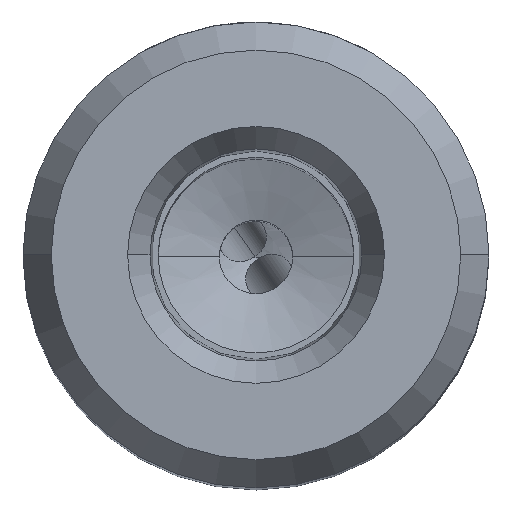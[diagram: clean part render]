
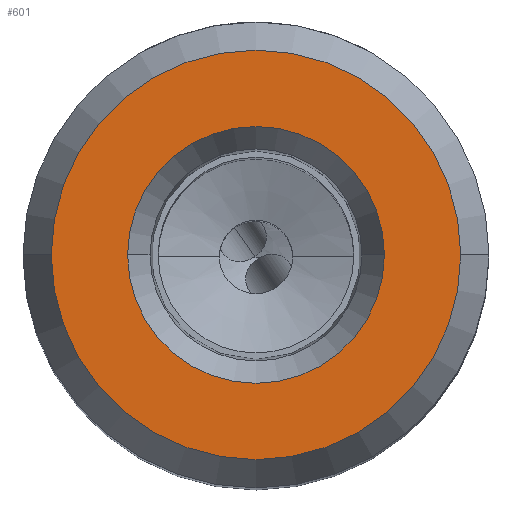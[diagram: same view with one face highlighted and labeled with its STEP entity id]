
A CAD part, top view. The second image highlights one B-rep face of the part: STEP entity #601.
In plain terms, the highlighted planar face has unit normal (0, 0, 1).
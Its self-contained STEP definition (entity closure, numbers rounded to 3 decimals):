
#118=PLANE('',#4275);
#159=FACE_BOUND('',#1089,.T.);
#160=FACE_BOUND('',#1090,.T.);
#601=ADVANCED_FACE('',(#159,#160),#118,.T.);
#1089=EDGE_LOOP('',(#1571,#1572));
#1090=EDGE_LOOP('',(#1573,#1574));
#1312=CIRCLE('',#4269,5.25);
#1313=CIRCLE('',#4271,5.25);
#1314=CIRCLE('',#4273,8.37);
#1315=CIRCLE('',#4274,8.37);
#1571=ORIENTED_EDGE('',*,*,#3259,.T.);
#1572=ORIENTED_EDGE('',*,*,#3260,.T.);
#1573=ORIENTED_EDGE('',*,*,#3261,.T.);
#1574=ORIENTED_EDGE('',*,*,#3262,.T.);
#2787=VERTEX_POINT('',#5680);
#2788=VERTEX_POINT('',#5682);
#2789=VERTEX_POINT('',#5688);
#2790=VERTEX_POINT('',#5689);
#3259=EDGE_CURVE('',#2787,#2788,#1312,.T.);
#3260=EDGE_CURVE('',#2788,#2787,#1313,.T.);
#3261=EDGE_CURVE('',#2789,#2790,#1314,.T.);
#3262=EDGE_CURVE('',#2790,#2789,#1315,.T.);
#4269=AXIS2_PLACEMENT_3D('',#5683,#4731,#4732);
#4271=AXIS2_PLACEMENT_3D('',#5685,#4735,#4736);
#4273=AXIS2_PLACEMENT_3D('',#5687,#4739,#4740);
#4274=AXIS2_PLACEMENT_3D('',#5690,#4741,#4742);
#4275=AXIS2_PLACEMENT_3D('',#5691,#4743,#4744);
#4731=DIRECTION('',(0.,0.,-1.));
#4732=DIRECTION('',(-1.,0.,0.));
#4735=DIRECTION('',(0.,0.,-1.));
#4736=DIRECTION('',(1.,0.,0.));
#4739=DIRECTION('',(0.,0.,1.));
#4740=DIRECTION('',(-1.,0.,0.));
#4741=DIRECTION('',(0.,0.,1.));
#4742=DIRECTION('',(1.,0.,0.));
#4743=DIRECTION('',(0.,0.,1.));
#4744=DIRECTION('',(-1.,0.,0.));
#5680=CARTESIAN_POINT('',(-5.25,0.,24.5));
#5682=CARTESIAN_POINT('',(5.25,0.,24.5));
#5683=CARTESIAN_POINT('',(0.,0.,24.5));
#5685=CARTESIAN_POINT('',(0.,0.,24.5));
#5687=CARTESIAN_POINT('',(0.,0.,24.5));
#5688=CARTESIAN_POINT('',(-8.37,0.,24.5));
#5689=CARTESIAN_POINT('',(8.37,0.,24.5));
#5690=CARTESIAN_POINT('',(0.,0.,24.5));
#5691=CARTESIAN_POINT('',(0.,0.,24.5));
